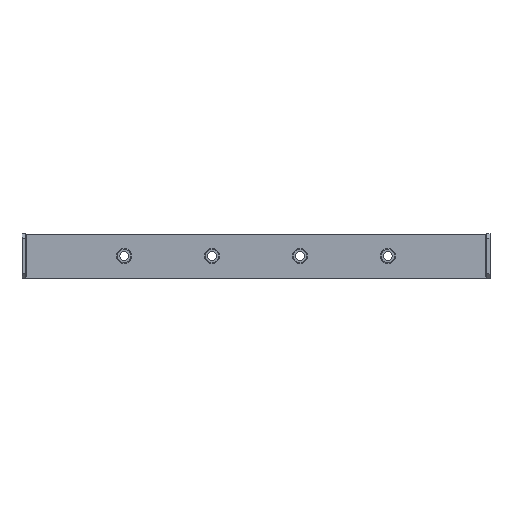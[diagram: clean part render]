
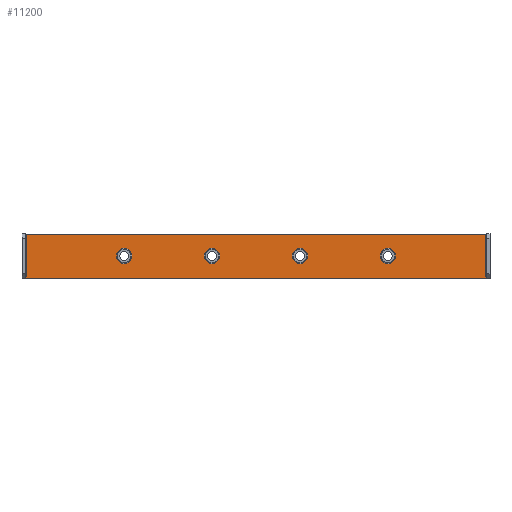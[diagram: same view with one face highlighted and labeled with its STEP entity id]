
A CAD part, top view. The second image highlights one B-rep face of the part: STEP entity #11200.
In plain terms, the highlighted planar face has unit normal (0, 0, 1).
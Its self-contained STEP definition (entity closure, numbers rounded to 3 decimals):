
#4020=CARTESIAN_POINT('',(130.,8.4,-13.2));
#4030=VERTEX_POINT('',#4020);
#4080=CARTESIAN_POINT('',(130.,22.324,-13.2));
#4090=DIRECTION('',(0.,-1.,0.));
#4100=VECTOR('',#4090,1.);
#4110=LINE('',#4080,#4100);
#4120=CARTESIAN_POINT('',(130.,28.4,-13.2));
#4130=VERTEX_POINT('',#4120);
#4140=EDGE_CURVE('',#4130,#4030,#4110,.T.);
#7060=CARTESIAN_POINT('',(-79.,28.4,-13.2));
#7070=VERTEX_POINT('',#7060);
#7600=CARTESIAN_POINT('',(-18.,28.4,-13.2));
#7610=DIRECTION('',(1.,0.,0.));
#7620=VECTOR('',#7610,1.);
#7630=LINE('',#7600,#7620);
#7640=EDGE_CURVE('',#7070,#4130,#7630,.T.);
#10210=CARTESIAN_POINT('',(-37.456,49.882,-13.2));
#10220=DIRECTION('',(0.,0.,-1.));
#10230=DIRECTION('',(1.,0.,0.));
#10240=AXIS2_PLACEMENT_3D('',#10210,#10220,#10230);
#10250=PLANE('',#10240);
#10260=CARTESIAN_POINT('',(85.5,18.4,-13.2));
#10270=DIRECTION('',(0.,0.,-1.));
#10280=DIRECTION('',(0.,1.,0.));
#10290=AXIS2_PLACEMENT_3D('',#10260,#10270,#10280);
#10300=CIRCLE('',#10290,3.5);
#10310=CARTESIAN_POINT('',(85.5,14.9,-13.2));
#10320=VERTEX_POINT('',#10310);
#10330=CARTESIAN_POINT('',(85.5,21.9,-13.2));
#10340=VERTEX_POINT('',#10330);
#10350=EDGE_CURVE('',#10320,#10340,#10300,.T.);
#10360=ORIENTED_EDGE('',*,*,#10350,.T.);
#10370=CARTESIAN_POINT('',(89.,18.4,-13.2));
#10380=VERTEX_POINT('',#10370);
#10390=EDGE_CURVE('',#10380,#10320,#10300,.T.);
#10400=ORIENTED_EDGE('',*,*,#10390,.T.);
#10410=EDGE_CURVE('',#10340,#10380,#10300,.T.);
#10420=ORIENTED_EDGE('',*,*,#10410,.T.);
#10430=EDGE_LOOP('',(#10420,#10400,#10360));
#10440=FACE_BOUND('',#10430,.T.);
#10450=CARTESIAN_POINT('',(45.5,18.4,-13.2));
#10460=DIRECTION('',(0.,0.,-1.));
#10470=DIRECTION('',(0.,1.,0.));
#10480=AXIS2_PLACEMENT_3D('',#10450,#10460,#10470);
#10490=CIRCLE('',#10480,3.5);
#10500=CARTESIAN_POINT('',(45.5,14.9,-13.2));
#10510=VERTEX_POINT('',#10500);
#10520=CARTESIAN_POINT('',(45.5,21.9,-13.2));
#10530=VERTEX_POINT('',#10520);
#10540=EDGE_CURVE('',#10510,#10530,#10490,.T.);
#10550=ORIENTED_EDGE('',*,*,#10540,.T.);
#10560=CARTESIAN_POINT('',(49.,18.4,-13.2));
#10570=VERTEX_POINT('',#10560);
#10580=EDGE_CURVE('',#10570,#10510,#10490,.T.);
#10590=ORIENTED_EDGE('',*,*,#10580,.T.);
#10600=EDGE_CURVE('',#10530,#10570,#10490,.T.);
#10610=ORIENTED_EDGE('',*,*,#10600,.T.);
#10620=EDGE_LOOP('',(#10610,#10590,#10550));
#10630=FACE_BOUND('',#10620,.T.);
#10640=CARTESIAN_POINT('',(5.5,18.4,-13.2));
#10650=DIRECTION('',(0.,0.,-1.));
#10660=DIRECTION('',(0.,1.,0.));
#10670=AXIS2_PLACEMENT_3D('',#10640,#10650,#10660);
#10680=CIRCLE('',#10670,3.5);
#10690=CARTESIAN_POINT('',(5.5,14.9,-13.2));
#10700=VERTEX_POINT('',#10690);
#10710=CARTESIAN_POINT('',(5.5,21.9,-13.2));
#10720=VERTEX_POINT('',#10710);
#10730=EDGE_CURVE('',#10700,#10720,#10680,.T.);
#10740=ORIENTED_EDGE('',*,*,#10730,.T.);
#10750=CARTESIAN_POINT('',(9.,18.4,-13.2));
#10760=VERTEX_POINT('',#10750);
#10770=EDGE_CURVE('',#10760,#10700,#10680,.T.);
#10780=ORIENTED_EDGE('',*,*,#10770,.T.);
#10790=EDGE_CURVE('',#10720,#10760,#10680,.T.);
#10800=ORIENTED_EDGE('',*,*,#10790,.T.);
#10810=EDGE_LOOP('',(#10800,#10780,#10740));
#10820=FACE_BOUND('',#10810,.T.);
#10830=CARTESIAN_POINT('',(-34.5,18.4,-13.2));
#10840=DIRECTION('',(0.,0.,-1.));
#10850=DIRECTION('',(0.,1.,0.));
#10860=AXIS2_PLACEMENT_3D('',#10830,#10840,#10850);
#10870=CIRCLE('',#10860,3.5);
#10880=CARTESIAN_POINT('',(-34.5,14.9,-13.2));
#10890=VERTEX_POINT('',#10880);
#10900=CARTESIAN_POINT('',(-34.5,21.9,-13.2));
#10910=VERTEX_POINT('',#10900);
#10920=EDGE_CURVE('',#10890,#10910,#10870,.T.);
#10930=ORIENTED_EDGE('',*,*,#10920,.T.);
#10940=CARTESIAN_POINT('',(-31.,18.4,-13.2));
#10950=VERTEX_POINT('',#10940);
#10960=EDGE_CURVE('',#10950,#10890,#10870,.T.);
#10970=ORIENTED_EDGE('',*,*,#10960,.T.);
#10980=EDGE_CURVE('',#10910,#10950,#10870,.T.);
#10990=ORIENTED_EDGE('',*,*,#10980,.T.);
#11000=EDGE_LOOP('',(#10990,#10970,#10930));
#11010=FACE_BOUND('',#11000,.T.);
#11020=CARTESIAN_POINT('',(-79.,22.324,-13.2));
#11030=DIRECTION('',(0.,-1.,0.));
#11040=VECTOR('',#11030,1.);
#11050=LINE('',#11020,#11040);
#11060=CARTESIAN_POINT('',(-79.,8.4,-13.2));
#11070=VERTEX_POINT('',#11060);
#11080=EDGE_CURVE('',#7070,#11070,#11050,.T.);
#11090=ORIENTED_EDGE('',*,*,#11080,.T.);
#11100=ORIENTED_EDGE('',*,*,#7640,.F.);
#11110=ORIENTED_EDGE('',*,*,#4140,.F.);
#11120=CARTESIAN_POINT('',(-18.,8.4,-13.2));
#11130=DIRECTION('',(-1.,0.,0.));
#11140=VECTOR('',#11130,1.);
#11150=LINE('',#11120,#11140);
#11160=EDGE_CURVE('',#4030,#11070,#11150,.T.);
#11170=ORIENTED_EDGE('',*,*,#11160,.F.);
#11180=EDGE_LOOP('',(#11170,#11110,#11100,#11090));
#11190=FACE_OUTER_BOUND('',#11180,.T.);
#11200=ADVANCED_FACE('',(#10440,#10630,#10820,#11010,#11190),#10250,.F.)
;
